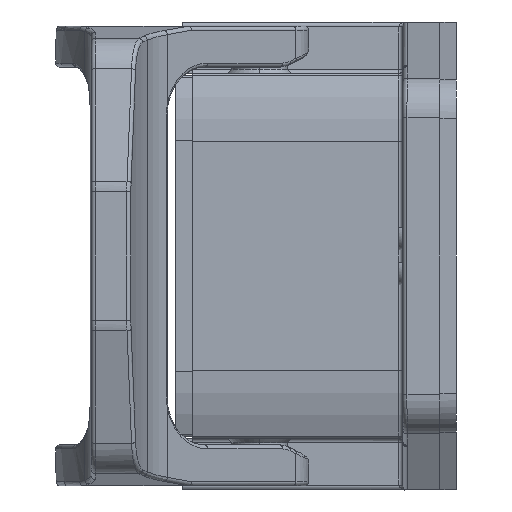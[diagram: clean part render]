
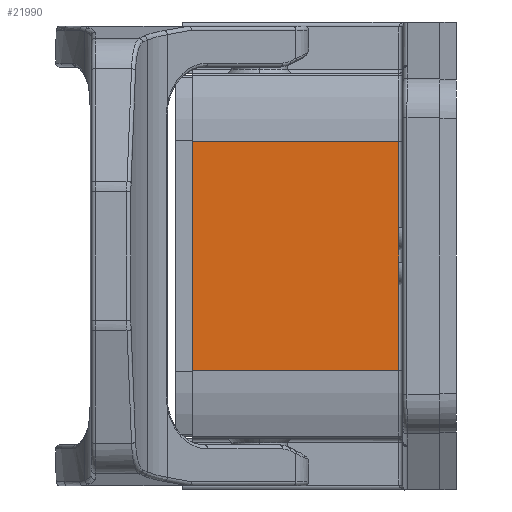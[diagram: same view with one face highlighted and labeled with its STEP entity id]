
A CAD part, left-side view. The second image highlights one B-rep face of the part: STEP entity #21990.
In plain terms, the highlighted planar face has unit normal (-1, 0, 0).
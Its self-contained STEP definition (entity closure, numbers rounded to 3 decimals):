
#2749=DIRECTION('',(0.,-1.,0.));
#2750=VECTOR('',#2749,25.1);
#2751=CARTESIAN_POINT('',(-36.977,12.9,-13.935));
#2752=LINE('',#2751,#2750);
#2753=DIRECTION('',(0.,0.,1.));
#2754=VECTOR('',#2753,27.87);
#2755=CARTESIAN_POINT('',(-36.977,12.9,-13.935));
#2756=LINE('',#2755,#2754);
#2757=DIRECTION('',(0.,-1.,0.));
#2758=VECTOR('',#2757,25.1);
#2759=CARTESIAN_POINT('',(-36.977,12.9,13.935));
#2760=LINE('',#2759,#2758);
#3283=DIRECTION('',(0.,0.,1.));
#3284=VECTOR('',#3283,27.87);
#3285=CARTESIAN_POINT('',(-36.977,-12.2,-13.935));
#3286=LINE('',#3285,#3284);
#14336=CARTESIAN_POINT('',(-36.977,12.9,13.935));
#14337=VERTEX_POINT('',#14336);
#14338=CARTESIAN_POINT('',(-36.977,12.9,-13.935));
#14339=VERTEX_POINT('',#14338);
#14471=CARTESIAN_POINT('',(-36.977,-12.2,13.935));
#14472=VERTEX_POINT('',#14471);
#14473=CARTESIAN_POINT('',(-36.977,-12.2,-13.935));
#14474=VERTEX_POINT('',#14473);
#21977=CARTESIAN_POINT('',(-36.977,0.35,0.));
#21978=DIRECTION('',(1.,0.,0.));
#21979=DIRECTION('',(0.,0.,1.));
#21980=AXIS2_PLACEMENT_3D('',#21977,#21978,#21979);
#21981=PLANE('',#21980);
#21982=ORIENTED_EDGE('',*,*,#21970,.F.);
#21983=ORIENTED_EDGE('',*,*,#20751,.T.);
#21985=ORIENTED_EDGE('',*,*,#21984,.T.);
#21987=ORIENTED_EDGE('',*,*,#21986,.F.);
#21988=EDGE_LOOP('',(#21982,#21983,#21985,#21987));
#21989=FACE_OUTER_BOUND('',#21988,.F.);
#21990=ADVANCED_FACE('',(#21989),#21981,.F.);
#20751=EDGE_CURVE('',#14339,#14337,#2756,.T.);
#21970=EDGE_CURVE('',#14339,#14474,#2752,.T.);
#21984=EDGE_CURVE('',#14337,#14472,#2760,.T.);
#21986=EDGE_CURVE('',#14474,#14472,#3286,.T.);
